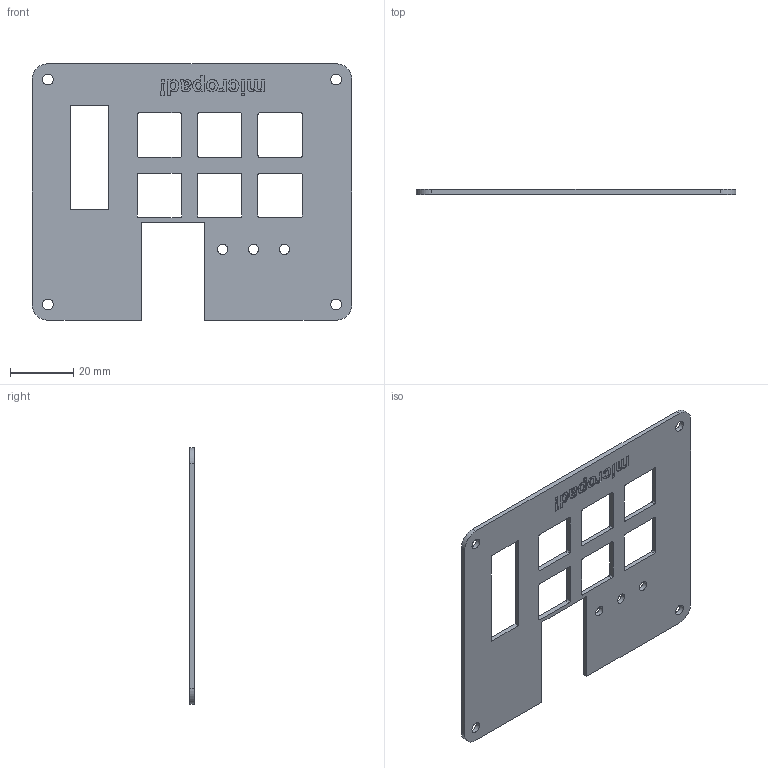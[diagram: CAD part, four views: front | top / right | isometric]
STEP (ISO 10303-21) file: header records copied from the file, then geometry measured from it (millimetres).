
FILE_DESCRIPTION(/* description */ (''),/* implementation_level */ '2;1');
FILE_NAME(/* name */ 'micropad_TopCase.step',/* time_stamp */ '2025-12-01T16:49:40-05:00',/* author */ (''),/* organization */ (''),/* preprocessor_version */ 'ST-DEVELOPER v20.1',/* originating_system */ 'Autodesk Translation Framework v14.21.0.0',/* authorisation */ '');
FILE_SCHEMA (('AUTOMOTIVE_DESIGN { 1 0 10303 214 3 1 1 }'));
Length unit declared in the file: centimetre
Products named in the file (1): 2025-12-01-16-11-47-682
Bounding box: 100.95 x 1.5 x 80.95 mm (x, y, z)
Volume: 8835.3 mm3; surface area: 13199.2 mm2
Topology: 1 solids, 1 shells, 260 faces, 729 edges, 486 vertices
Faces by surface type: bspline 120, plane 105, cylinder 35
Full cylindrical faces by diameter (mm): 3.2 x3, 3.4 x4
Entity records: 9552 total; most frequent: CARTESIAN_POINT 3516, ORIENTED_EDGE 1458, DIRECTION 841, EDGE_CURVE 729, VERTEX_POINT 486, LINE 419, VECTOR 419, EDGE_LOOP 303
